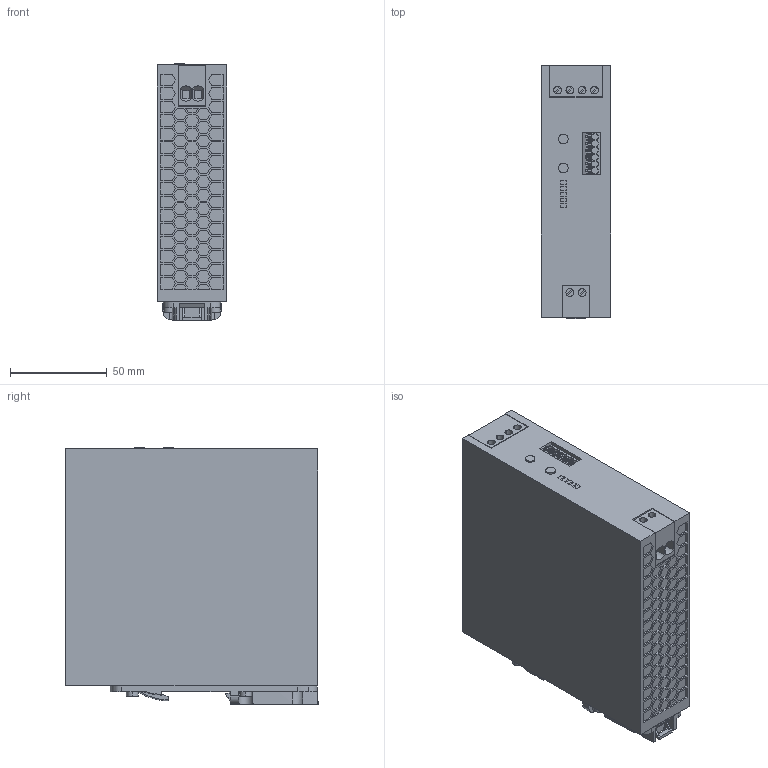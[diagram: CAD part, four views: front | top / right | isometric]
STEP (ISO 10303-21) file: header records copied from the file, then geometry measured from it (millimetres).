
FILE_DESCRIPTION(('Creo Elements/Direct Modeling STEP Export'),'2;1');
FILE_NAME('model.stp','2020-10-02T12:54:06',(''),(''),'Creo Elements/Direct Modeling STEP processor for AP214 (Solid Model)','Creo Elements/Direct Modeling 20.1A 29-Sep-2018 (C) Parametric Technology GmbH','');
FILE_SCHEMA(('AUTOMOTIVE_DESIGN { 1 0 10303 214 1 1 1 1 }'));
Length unit declared in the file: millimetre
Products named in the file (2): QUINT4_PS_24DC_24DC_5_SC-select
Assembly tree (1 placements, depth 2):
  QUINT4_PS_24DC_24DC_5_SC-select
    QUINT4_PS_24DC_24DC_5_SC-select
Bounding box: 36 x 130.45 x 132.55 mm (x, y, z)
Volume: 581284.5 mm3; surface area: 56945.5 mm2
Topology: 1 solids, 1 shells, 1499 faces, 3907 edges, 2588 vertices
Faces by surface type: plane 1338, cylinder 133, extrusion 24, bspline 4
Entity records: 55225 total; most frequent: CARTESIAN_POINT 9469, ORIENTED_EDGE 7814, DIRECTION 6997, EDGE_CURVE 3907, VECTOR 3521, LINE 3503, VERTEX_POINT 2588, AXIS2_PLACEMENT_3D 1738
